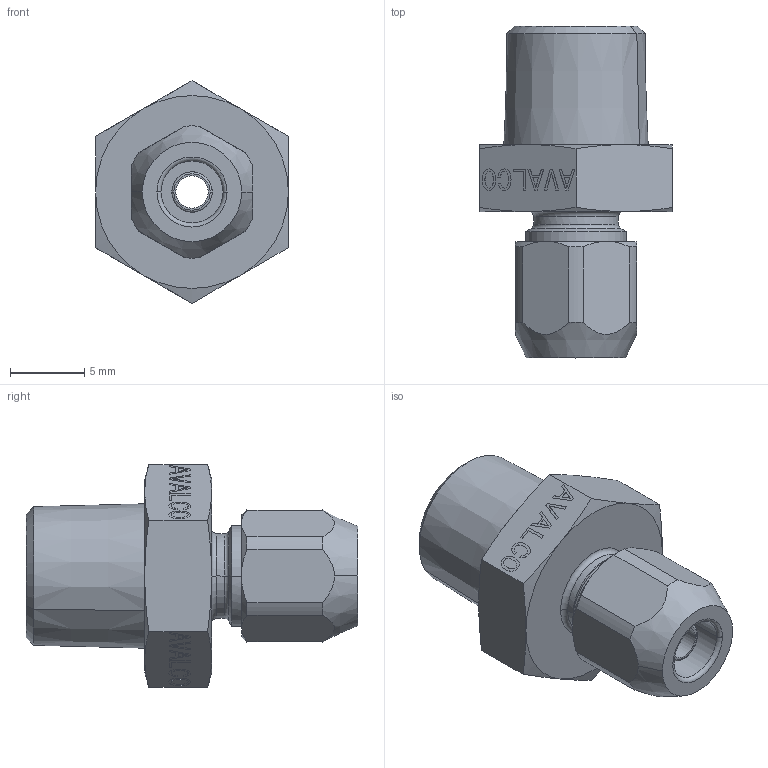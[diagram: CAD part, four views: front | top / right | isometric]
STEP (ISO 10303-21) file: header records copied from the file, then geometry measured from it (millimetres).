
FILE_DESCRIPTION(( 'CX.12.04.18.stp' ), '1');
FILE_NAME( 'CX.12.04.18.stp', '2018-10-02T09:37:41',( 'Sopra'),('sopra-pneumatic.com'), 'SwSTEP 2.0','SolidWorks 2009','' );
FILE_SCHEMA(('CONFIG_CONTROL_DESIGN'));
Length unit declared in the file: millimetre
Products named in the file (1): BS510-04R18
Bounding box: 13 x 22.36 x 15.01 mm (x, y, z)
Volume: 1279.8 mm3; surface area: 1388.6 mm2
Topology: 1 solids, 1 shells, 415 faces, 1107 edges, 728 vertices
Faces by surface type: plane 357, cone 28, cylinder 22, torus 8
Entity records: 12797 total; most frequent: CARTESIAN_POINT 2792, ORIENTED_EDGE 2214, DIRECTION 1742, EDGE_CURVE 1107, VECTOR 977, LINE 977, VERTEX_POINT 728, EDGE_LOOP 451
